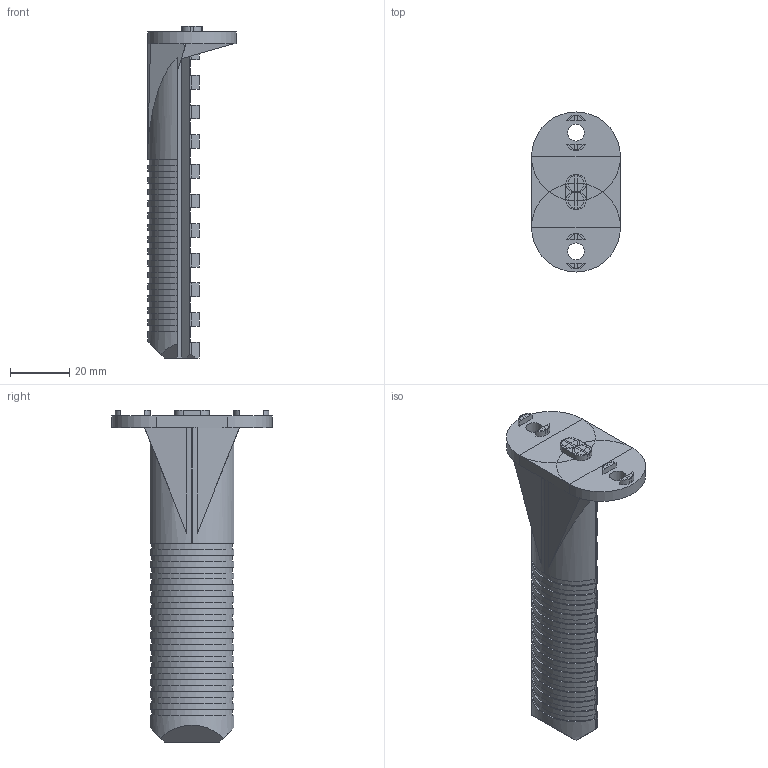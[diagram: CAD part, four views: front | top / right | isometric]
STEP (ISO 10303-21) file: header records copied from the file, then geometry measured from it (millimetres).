
FILE_DESCRIPTION(('FreeCAD Model'),'2;1');
FILE_NAME('Open CASCADE Shape Model','2024-11-10T00:20:20',(''),(''), 'Open CASCADE STEP processor 7.6','FreeCAD','Unknown');
FILE_SCHEMA(('AUTOMOTIVE_DESIGN { 1 0 10303 214 1 1 1 1 }'));
Length unit declared in the file: millimetre
Products named in the file (1): difference018
Bounding box: 30 x 54 x 112 mm (x, y, z)
Volume: 39636.1 mm3; surface area: 13981.3 mm2
Topology: 1 solids, 1 shells, 295 faces, 778 edges, 489 vertices
Faces by surface type: plane 244, cylinder 51
Full cylindrical faces by diameter (mm): 5.6 x2
Entity records: 9023 total; most frequent: CARTESIAN_POINT 1563, DIRECTION 1563, ORIENTED_EDGE 1556, EDGE_CURVE 778, LINE 585, VECTOR 585, AXIS2_PLACEMENT_3D 489, VERTEX_POINT 489
